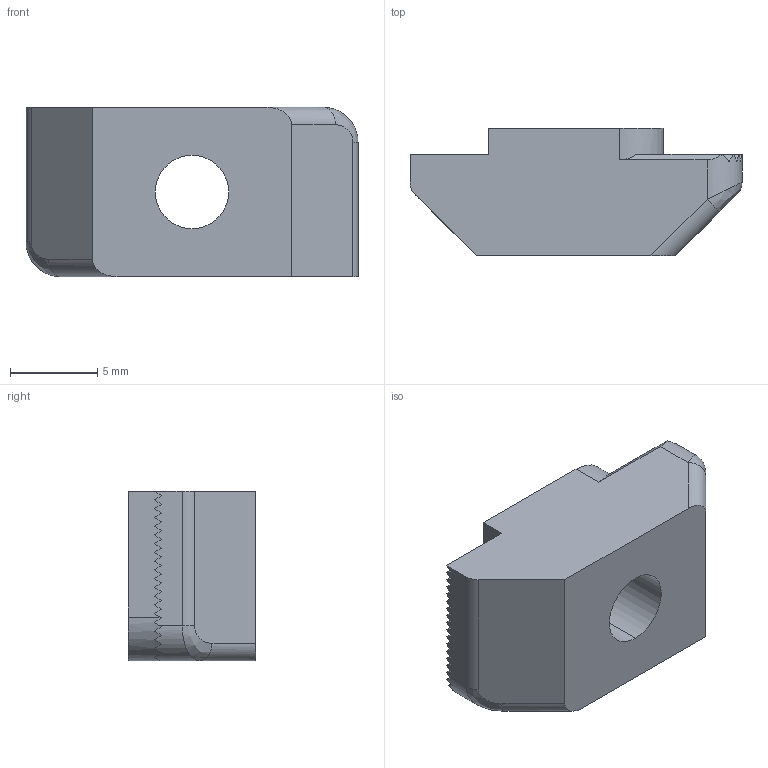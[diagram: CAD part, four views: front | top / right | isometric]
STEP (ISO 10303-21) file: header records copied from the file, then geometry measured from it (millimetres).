
FILE_DESCRIPTION (( 'STEP AP203' ), '1' );
FILE_NAME ('084.302.063.STEP', '2018-03-13T09:14:22', ( '' ), ( '' ), 'SwSTEP 2.0', 'SolidWorks 2016', '' );
FILE_SCHEMA (( 'CONFIG_CONTROL_DESIGN' ));
Length unit declared in the file: millimetre
Products named in the file (1): 084.302.063
Bounding box: 19 x 7.3 x 9.7 mm (x, y, z)
Volume: 945.1 mm3; surface area: 817.2 mm2
Topology: 1 solids, 1 shells, 100 faces, 290 edges, 192 vertices
Faces by surface type: plane 88, cylinder 10, bspline 2
Entity records: 3365 total; most frequent: CARTESIAN_POINT 779, ORIENTED_EDGE 580, DIRECTION 454, EDGE_CURVE 290, LINE 232, VECTOR 232, VERTEX_POINT 192, AXIS2_PLACEMENT_3D 111
